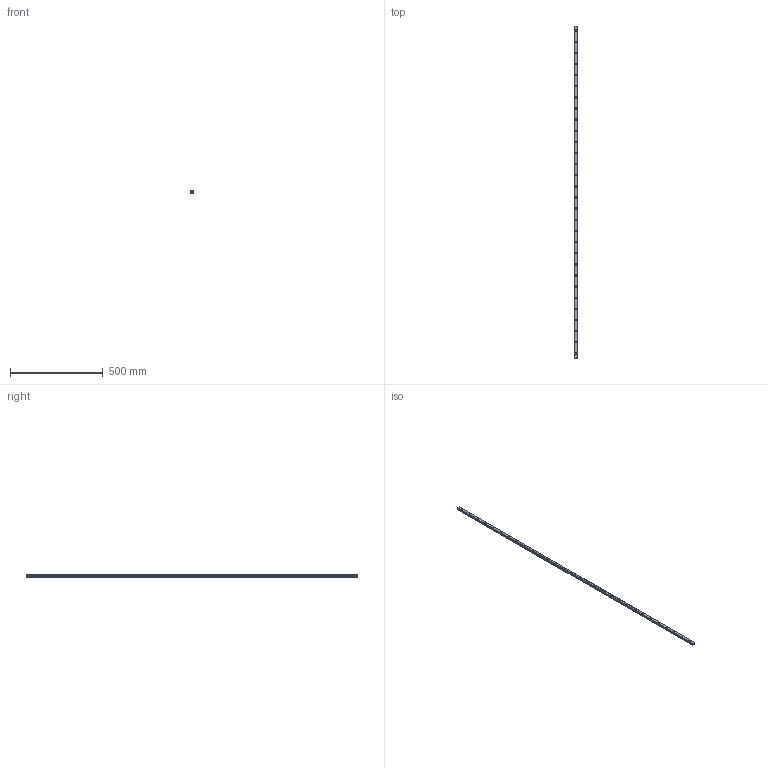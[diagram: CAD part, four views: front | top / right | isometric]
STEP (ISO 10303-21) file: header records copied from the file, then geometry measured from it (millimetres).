
FILE_DESCRIPTION(('STEP AP214'),'1');
FILE_NAME('cctmp_730EA6A8-F442-4B1E-99E2-0CB75A70D879_2021_02_03_11_03_00_0350..stp','2021-02-03T10:03:00',('HIWIN GmbH'),('CADClick - www.CADClick.com'),'Spatial InterOp 3D',' ','unknown authorization');
FILE_SCHEMA(('AUTOMOTIVE_DESIGN'));
Length unit declared in the file: millimetre
Products named in the file (1): EGR15U1790C_FILE
Bounding box: 15 x 1790 x 12.5 mm (x, y, z)
Volume: 285095 mm3; surface area: 109178.1 mm2
Topology: 1 solids, 1 shells, 403 faces, 1011 edges, 674 vertices
Faces by surface type: plane 205, cylinder 198
Entity records: 15549 total; most frequent: DIRECTION 2335, CARTESIAN_POINT 2089, ORIENTED_EDGE 2022, EDGE_CURVE 1011, AXIS2_PLACEMENT_3D 920, VERTEX_POINT 674, LINE 495, VECTOR 495
